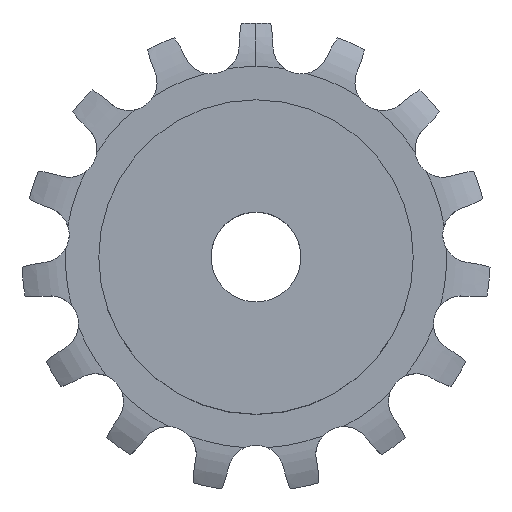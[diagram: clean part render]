
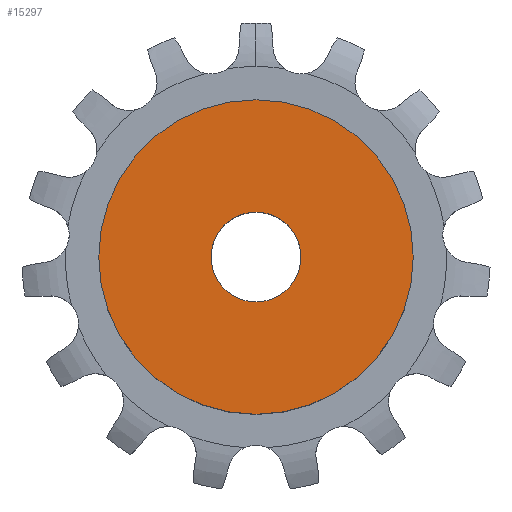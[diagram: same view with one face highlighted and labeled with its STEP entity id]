
A CAD part, top view. The second image highlights one B-rep face of the part: STEP entity #15297.
In plain terms, the highlighted planar face has unit normal (0, 0, 1).
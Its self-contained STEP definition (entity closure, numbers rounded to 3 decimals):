
#4524 = CYLINDRICAL_SURFACE('',#4525,14.);
#4525 = AXIS2_PLACEMENT_3D('',#4526,#4527,#4528);
#4526 = CARTESIAN_POINT('',(0.,0.,0.));
#4527 = DIRECTION('',(-0.,-0.,-1.));
#4528 = DIRECTION('',(1.,0.,0.));
#12473 = CYLINDRICAL_SURFACE('',#12474,4.);
#12474 = AXIS2_PLACEMENT_3D('',#12475,#12476,#12477);
#12475 = CARTESIAN_POINT('',(0.,0.,60.967));
#12476 = DIRECTION('',(0.,0.,1.));
#12477 = DIRECTION('',(1.,0.,-0.));
#14281 = VERTEX_POINT('',#14282);
#14282 = CARTESIAN_POINT('',(14.,0.,13.));
#14303 = EDGE_CURVE('',#14281,#14281,#14304,.T.);
#14304 = SURFACE_CURVE('',#14305,(#14310,#14317),.PCURVE_S1.);
#14305 = CIRCLE('',#14306,14.);
#14306 = AXIS2_PLACEMENT_3D('',#14307,#14308,#14309);
#14307 = CARTESIAN_POINT('',(0.,0.,13.));
#14308 = DIRECTION('',(0.,0.,1.));
#14309 = DIRECTION('',(1.,0.,0.));
#14310 = PCURVE('',#4524,#14311);
#14311 = DEFINITIONAL_REPRESENTATION('',(#14312),#14316);
#14312 = LINE('',#14313,#14314);
#14313 = CARTESIAN_POINT('',(-0.,-13.));
#14314 = VECTOR('',#14315,1.);
#14315 = DIRECTION('',(-1.,0.));
#14316 = ( GEOMETRIC_REPRESENTATION_CONTEXT(2) 
PARAMETRIC_REPRESENTATION_CONTEXT() REPRESENTATION_CONTEXT('2D SPACE',''
  ) );
#14317 = PCURVE('',#14318,#14323);
#14318 = PLANE('',#14319);
#14319 = AXIS2_PLACEMENT_3D('',#14320,#14321,#14322);
#14320 = CARTESIAN_POINT('',(0.,0.,13.));
#14321 = DIRECTION('',(0.,0.,1.));
#14322 = DIRECTION('',(0.,-1.,0.));
#14323 = DEFINITIONAL_REPRESENTATION('',(#14324),#14328);
#14324 = CIRCLE('',#14325,14.);
#14325 = AXIS2_PLACEMENT_2D('',#14326,#14327);
#14326 = CARTESIAN_POINT('',(0.,0.));
#14327 = DIRECTION('',(0.,1.));
#14328 = ( GEOMETRIC_REPRESENTATION_CONTEXT(2) 
PARAMETRIC_REPRESENTATION_CONTEXT() REPRESENTATION_CONTEXT('2D SPACE',''
  ) );
#15251 = EDGE_CURVE('',#15252,#15252,#15254,.T.);
#15252 = VERTEX_POINT('',#15253);
#15253 = CARTESIAN_POINT('',(4.,0.,13.));
#15254 = SURFACE_CURVE('',#15255,(#15260,#15267),.PCURVE_S1.);
#15255 = CIRCLE('',#15256,4.);
#15256 = AXIS2_PLACEMENT_3D('',#15257,#15258,#15259);
#15257 = CARTESIAN_POINT('',(0.,0.,13.));
#15258 = DIRECTION('',(0.,0.,1.));
#15259 = DIRECTION('',(1.,0.,-0.));
#15260 = PCURVE('',#12473,#15261);
#15261 = DEFINITIONAL_REPRESENTATION('',(#15262),#15266);
#15262 = LINE('',#15263,#15264);
#15263 = CARTESIAN_POINT('',(0.,-47.967));
#15264 = VECTOR('',#15265,1.);
#15265 = DIRECTION('',(1.,0.));
#15266 = ( GEOMETRIC_REPRESENTATION_CONTEXT(2) 
PARAMETRIC_REPRESENTATION_CONTEXT() REPRESENTATION_CONTEXT('2D SPACE',''
  ) );
#15267 = PCURVE('',#14318,#15268);
#15268 = DEFINITIONAL_REPRESENTATION('',(#15269),#15273);
#15269 = CIRCLE('',#15270,4.);
#15270 = AXIS2_PLACEMENT_2D('',#15271,#15272);
#15271 = CARTESIAN_POINT('',(0.,0.));
#15272 = DIRECTION('',(0.,1.));
#15273 = ( GEOMETRIC_REPRESENTATION_CONTEXT(2) 
PARAMETRIC_REPRESENTATION_CONTEXT() REPRESENTATION_CONTEXT('2D SPACE',''
  ) );
#15297 = ADVANCED_FACE('',(#15298,#15301),#14318,.T.);
#15298 = FACE_BOUND('',#15299,.T.);
#15299 = EDGE_LOOP('',(#15300));
#15300 = ORIENTED_EDGE('',*,*,#14303,.T.);
#15301 = FACE_BOUND('',#15302,.T.);
#15302 = EDGE_LOOP('',(#15303));
#15303 = ORIENTED_EDGE('',*,*,#15251,.F.);
